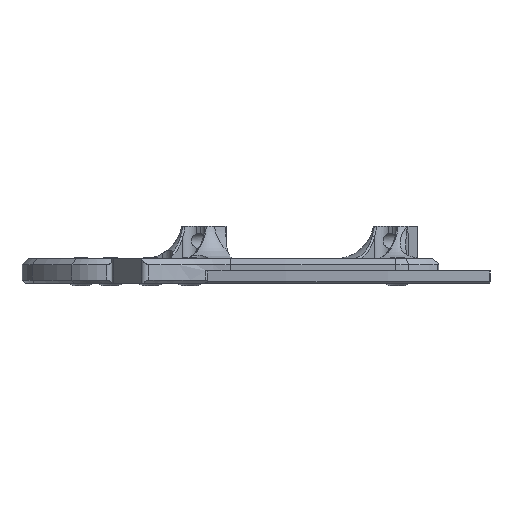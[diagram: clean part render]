
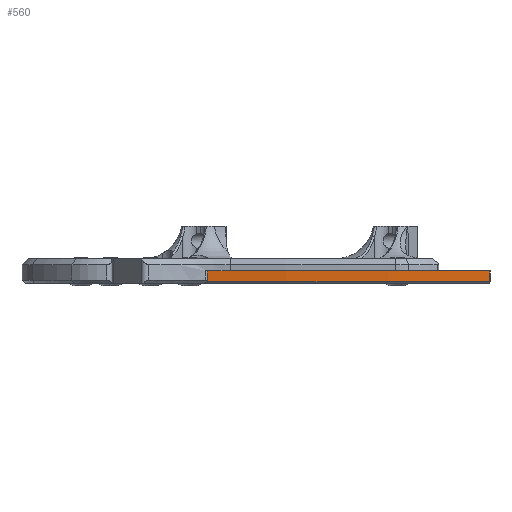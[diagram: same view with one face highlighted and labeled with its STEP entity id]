
A CAD part, front view. The second image highlights one B-rep face of the part: STEP entity #560.
In plain terms, the highlighted cylindrical face has radius 500 mm (diameter 1000 mm), a partial arc.
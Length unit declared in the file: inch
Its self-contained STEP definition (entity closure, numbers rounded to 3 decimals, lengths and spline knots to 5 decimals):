
#494=CARTESIAN_POINT('',(4.99293,-1.22399,-0.21654));
#495=VERTEX_POINT('',#494);
#496=CARTESIAN_POINT('',(4.99293,-1.22399,-0.07874));
#497=VERTEX_POINT('',#496);
#498=CARTESIAN_POINT('',(4.99293,-1.22399,-0.23622));
#499=DIRECTION('',(0.0,0.0,1.0));
#500=VECTOR('',#499,1.0);
#501=LINE('',#498,#500);
#502=EDGE_CURVE('',#495,#497,#501,.T.);
#528=CARTESIAN_POINT('',(5.02946,18.46101,-0.23622));
#529=DIRECTION('',(0.0,0.0,1.0));
#530=DIRECTION('',(1.0,0.0,0.0));
#531=AXIS2_PLACEMENT_3D('',#528,#529,#530);
#532=CYLINDRICAL_SURFACE('',#531,19.68504);
#533=CARTESIAN_POINT('',(1.09583,-0.82699,-0.21654));
#534=VERTEX_POINT('',#533);
#535=CARTESIAN_POINT('',(1.09583,-0.82699,-0.07874));
#536=VERTEX_POINT('',#535);
#537=CARTESIAN_POINT('',(1.09583,-0.82699,-0.23622));
#538=DIRECTION('',(0.0,0.0,1.0));
#539=VECTOR('',#538,1.0);
#540=LINE('',#537,#539);
#541=EDGE_CURVE('',#534,#536,#540,.T.);
#542=ORIENTED_EDGE('',*,*,#541,.F.);
#543=CARTESIAN_POINT('',(5.02946,18.46101,-0.21654));
#544=DIRECTION('',(0.0,0.0,1.0));
#545=DIRECTION('',(1.0,0.0,0.0));
#546=AXIS2_PLACEMENT_3D('',#543,#544,#545);
#547=CIRCLE('',#546,19.68504);
#548=EDGE_CURVE('',#534,#495,#547,.T.);
#549=ORIENTED_EDGE('',*,*,#548,.T.);
#550=ORIENTED_EDGE('',*,*,#502,.T.);
#551=CARTESIAN_POINT('',(5.02946,18.46101,-0.07874));
#552=DIRECTION('',(0.0,0.0,1.0));
#553=DIRECTION('',(1.0,0.0,0.0));
#554=AXIS2_PLACEMENT_3D('',#551,#552,#553);
#555=CIRCLE('',#554,19.68504);
#556=EDGE_CURVE('',#536,#497,#555,.T.);
#557=ORIENTED_EDGE('',*,*,#556,.F.);
#558=EDGE_LOOP('',(#542,#549,#550,#557));
#559=FACE_OUTER_BOUND('',#558,.T.);
#560=ADVANCED_FACE('',(#559),#532,.T.);
